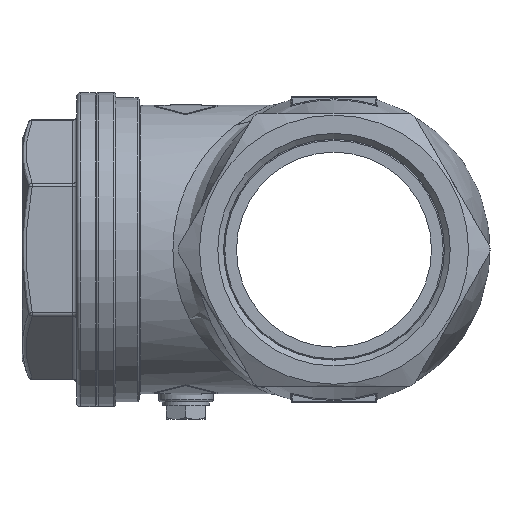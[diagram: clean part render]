
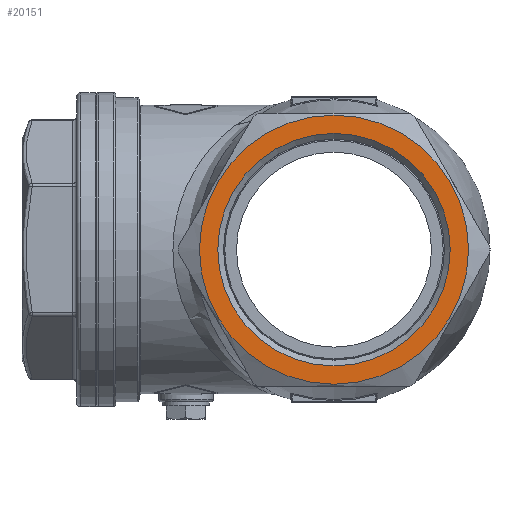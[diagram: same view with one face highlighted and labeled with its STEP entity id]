
A CAD part, left-side view. The second image highlights one B-rep face of the part: STEP entity #20151.
In plain terms, the highlighted planar face has unit normal (-1, 0, 0).
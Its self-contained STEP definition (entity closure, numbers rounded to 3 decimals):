
#1417 = EDGE_LOOP ( 'NONE', ( #30465 ) ) ;
#1516 = EDGE_LOOP ( 'NONE', ( #28622 ) ) ;
#12050 = AXIS2_PLACEMENT_3D ( 'NONE', #33236, #33237, #33238 ) ;
#12055 = CIRCLE ( 'NONE', #12050, 34.5 ) ;
#12090 = CIRCLE ( 'NONE', #12092, 29.807 ) ;
#12092 = AXIS2_PLACEMENT_3D ( 'NONE', #33404, #33406, #33408 ) ;
#19212 = AXIS2_PLACEMENT_3D ( 'NONE', #29168, #29169, #29170 ) ;
#20151 = ADVANCED_FACE ( 'NONE', ( #29115, #29158 ), #29159, .F. ) ;
#20533 = EDGE_CURVE ( 'NONE', #37199, #37199, #12055, .T. ) ;
#20625 = EDGE_CURVE ( 'NONE', #37211, #37211, #12090, .T. ) ;
#28622 = ORIENTED_EDGE ( 'NONE', *, *, #20533, .T. ) ;
#29115 = FACE_OUTER_BOUND ( 'NONE', #1516, .T. ) ;
#29158 = FACE_BOUND ( 'NONE', #1417, .T. ) ;
#29159 = PLANE ( 'NONE',  #19212 ) ;
#29168 = CARTESIAN_POINT ( 'NONE',  ( -69.5, 0., -34.5 ) ) ;
#29169 = DIRECTION ( 'NONE',  ( 1., 0., 0. ) ) ;
#29170 = DIRECTION ( 'NONE',  ( 0., 0., 1. ) ) ;
#30465 = ORIENTED_EDGE ( 'NONE', *, *, #20625, .F. ) ;
#33236 = CARTESIAN_POINT ( 'NONE',  ( -69.5, 0., 0. ) ) ;
#33237 = DIRECTION ( 'NONE',  ( -1., 0., 0. ) ) ;
#33238 = DIRECTION ( 'NONE',  ( 0., 0., 1. ) ) ;
#33404 = CARTESIAN_POINT ( 'NONE',  ( -69.5, 0., 0. ) ) ;
#33406 = DIRECTION ( 'NONE',  ( -1., 0., 0. ) ) ;
#33408 = DIRECTION ( 'NONE',  ( 0., 0., 1. ) ) ;
#37199 = VERTEX_POINT ( 'NONE', #37202 ) ;
#37202 = CARTESIAN_POINT ( 'NONE',  ( -69.5, 0., 34.5 ) ) ;
#37211 = VERTEX_POINT ( 'NONE', #37214 ) ;
#37214 = CARTESIAN_POINT ( 'NONE',  ( -69.5, 0., 29.807 ) ) ;
